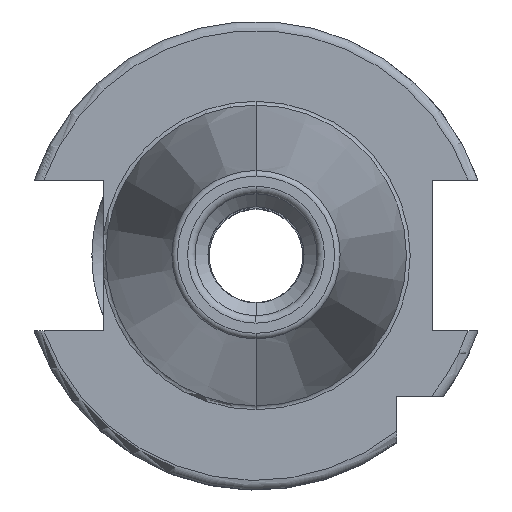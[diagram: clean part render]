
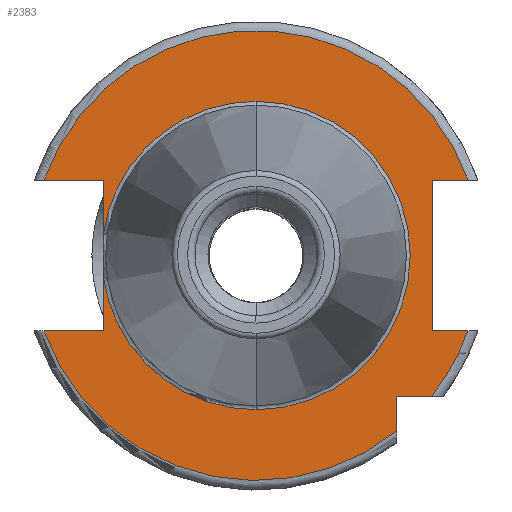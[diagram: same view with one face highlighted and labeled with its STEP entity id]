
A CAD part, top view. The second image highlights one B-rep face of the part: STEP entity #2383.
In plain terms, the highlighted planar face has unit normal (0, 0, 1).
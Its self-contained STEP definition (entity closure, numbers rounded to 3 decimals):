
#331=DIRECTION('',(1,0,0));
#332=VECTOR('',#331,6.31);
#333=CARTESIAN_POINT('',(-22.61,-8.05,15.9));
#334=LINE('',#333,#332);
#335=DIRECTION('',(0,1,0));
#336=VECTOR('',#335,5.834);
#337=CARTESIAN_POINT('',(-16.3,-8.05,15.9));
#338=LINE('',#337,#336);
#339=DIRECTION('',(0,1,0));
#340=VECTOR('',#339,5.834);
#341=CARTESIAN_POINT('',(-16.3,2.216,15.9));
#342=LINE('',#341,#340);
#343=DIRECTION('',(1,0,0));
#344=VECTOR('',#343,6.31);
#345=CARTESIAN_POINT('',(-22.61,8.05,15.9));
#346=LINE('',#345,#344);
#347=DIRECTION('',(-1,0,0));
#348=VECTOR('',#347,3.81);
#349=CARTESIAN_POINT('',(22.61,8.05,15.9));
#350=LINE('',#349,#348);
#351=DIRECTION('',(0,-1,0));
#352=VECTOR('',#351,16.1);
#353=CARTESIAN_POINT('',(18.8,8.05,15.9));
#354=LINE('',#353,#352);
#355=DIRECTION('',(-1,0,0));
#356=VECTOR('',#355,3.81);
#357=CARTESIAN_POINT('',(22.61,-8.05,15.9));
#358=LINE('',#357,#356);
#359=CARTESIAN_POINT('',(0,0,15.9));
#360=DIRECTION('',(0,0,1));
#361=DIRECTION('',(0.781,-0.625,0));
#362=AXIS2_PLACEMENT_3D('',#359,#360,#361);
#364=DIRECTION('',(-1,0,0));
#365=VECTOR('',#364,3.735);
#366=CARTESIAN_POINT('',(18.735,-15,15.9));
#367=LINE('',#366,#365);
#368=DIRECTION('',(0,1,0));
#369=VECTOR('',#368,3.735);
#370=CARTESIAN_POINT('',(15,-18.735,15.9));
#371=LINE('',#370,#369);
#399=CARTESIAN_POINT('',(0,0,15.9));
#400=DIRECTION('',(0,0,1));
#401=DIRECTION('',(0.942,0.335,0));
#402=AXIS2_PLACEMENT_3D('',#399,#400,#401);
#450=CARTESIAN_POINT('',(0,0,15.9));
#451=DIRECTION('',(0,0,1));
#452=DIRECTION('',(-0.942,-0.335,0));
#453=AXIS2_PLACEMENT_3D('',#450,#451,#452);
#930=CARTESIAN_POINT('',(0,0,15.9));
#931=DIRECTION('',(0,0,1));
#932=DIRECTION('',(0,1,0));
#933=AXIS2_PLACEMENT_3D('',#930,#931,#932);
#945=CARTESIAN_POINT('',(0,0,15.9));
#946=DIRECTION('',(0,0,1));
#947=DIRECTION('',(-0.991,-0.135,0));
#948=AXIS2_PLACEMENT_3D('',#945,#946,#947);
#950=CARTESIAN_POINT('',(0,0,15.9));
#951=DIRECTION('',(0,0,-1));
#952=DIRECTION('',(0,1,0));
#953=AXIS2_PLACEMENT_3D('',#950,#951,#952);
#1631=CARTESIAN_POINT('',(0,16.45,15.9));
#1633=VERTEX_POINT('',#1631);
#1653=CARTESIAN_POINT('',(0,-16.45,15.9));
#1655=VERTEX_POINT('',#1653);
#1749=CARTESIAN_POINT('',(-22.61,-8.05,15.9));
#1750=CARTESIAN_POINT('',(-16.3,-8.05,15.9));
#1751=VERTEX_POINT('',#1749);
#1752=VERTEX_POINT('',#1750);
#1753=CARTESIAN_POINT('',(-16.3,-2.216,15.9));
#1754=VERTEX_POINT('',#1753);
#1755=CARTESIAN_POINT('',(-16.3,2.216,15.9));
#1756=CARTESIAN_POINT('',(-16.3,8.05,15.9));
#1757=VERTEX_POINT('',#1755);
#1758=VERTEX_POINT('',#1756);
#1759=CARTESIAN_POINT('',(-22.61,8.05,15.9));
#1760=VERTEX_POINT('',#1759);
#1761=CARTESIAN_POINT('',(18.8,8.05,15.9));
#1762=CARTESIAN_POINT('',(18.8,-8.05,15.9));
#1763=VERTEX_POINT('',#1761);
#1764=VERTEX_POINT('',#1762);
#1765=CARTESIAN_POINT('',(22.61,-8.05,15.9));
#1766=VERTEX_POINT('',#1765);
#1767=CARTESIAN_POINT('',(22.61,8.05,15.9));
#1768=VERTEX_POINT('',#1767);
#1769=CARTESIAN_POINT('',(15,-18.735,15.9));
#1770=CARTESIAN_POINT('',(15,-15,15.9));
#1771=VERTEX_POINT('',#1769);
#1772=VERTEX_POINT('',#1770);
#1773=CARTESIAN_POINT('',(18.735,-15,15.9));
#1774=VERTEX_POINT('',#1773);
#2352=CARTESIAN_POINT('',(0,0,15.9));
#2353=DIRECTION('',(0,0,-1));
#2354=DIRECTION('',(0,-1,0));
#2355=AXIS2_PLACEMENT_3D('',#2352,#2353,#2354);
#2356=PLANE('',#2355);
#2358=ORIENTED_EDGE('',*,*,#2357,.T.);
#2359=ORIENTED_EDGE('',*,*,#2096,.T.);
#2361=ORIENTED_EDGE('',*,*,#2360,.T.);
#2363=ORIENTED_EDGE('',*,*,#2362,.F.);
#2365=ORIENTED_EDGE('',*,*,#2364,.T.);
#2366=ORIENTED_EDGE('',*,*,#2092,.T.);
#2367=ORIENTED_EDGE('',*,*,#2139,.F.);
#2369=ORIENTED_EDGE('',*,*,#2368,.F.);
#2370=ORIENTED_EDGE('',*,*,#2186,.T.);
#2371=ORIENTED_EDGE('',*,*,#2217,.T.);
#2372=ORIENTED_EDGE('',*,*,#2011,.F.);
#2374=ORIENTED_EDGE('',*,*,#2373,.F.);
#2376=ORIENTED_EDGE('',*,*,#2375,.T.);
#2378=ORIENTED_EDGE('',*,*,#2377,.F.);
#2380=ORIENTED_EDGE('',*,*,#2379,.F.);
#2381=EDGE_LOOP('',(#2358,#2359,#2361,#2363,#2365,#2366,#2367,#2369,#2370,#2371,
#2372,#2374,#2376,#2378,#2380));
#2382=FACE_OUTER_BOUND('',#2381,.F.);
#2383=ADVANCED_FACE('',(#2382),#2356,.F.);
#363=CIRCLE('',#362,24);
#403=CIRCLE('',#402,24);
#454=CIRCLE('',#453,24);
#934=CIRCLE('',#933,16.45);
#949=CIRCLE('',#948,16.45);
#954=CIRCLE('',#953,16.45);
#2011=EDGE_CURVE('',#1766,#1764,#358,.T.);
#2092=EDGE_CURVE('',#1757,#1758,#342,.T.);
#2096=EDGE_CURVE('',#1752,#1754,#338,.T.);
#2139=EDGE_CURVE('',#1760,#1758,#346,.T.);
#2186=EDGE_CURVE('',#1768,#1763,#350,.T.);
#2217=EDGE_CURVE('',#1763,#1764,#354,.T.);
#2357=EDGE_CURVE('',#1751,#1752,#334,.T.);
#2360=EDGE_CURVE('',#1754,#1655,#949,.T.);
#2362=EDGE_CURVE('',#1633,#1655,#954,.T.);
#2364=EDGE_CURVE('',#1633,#1757,#934,.T.);
#2368=EDGE_CURVE('',#1768,#1760,#403,.T.);
#2373=EDGE_CURVE('',#1774,#1766,#363,.T.);
#2375=EDGE_CURVE('',#1774,#1772,#367,.T.);
#2377=EDGE_CURVE('',#1771,#1772,#371,.T.);
#2379=EDGE_CURVE('',#1751,#1771,#454,.T.);
